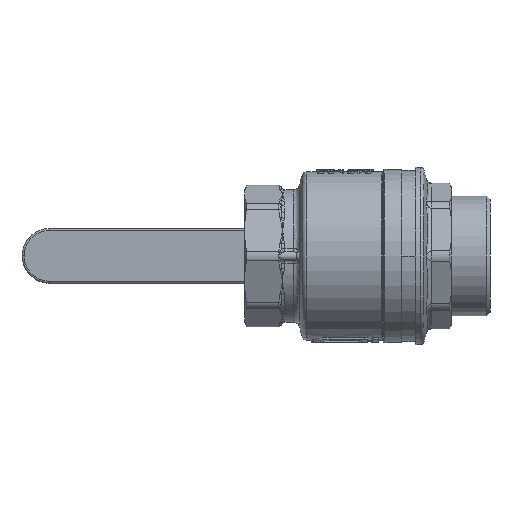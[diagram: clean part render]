
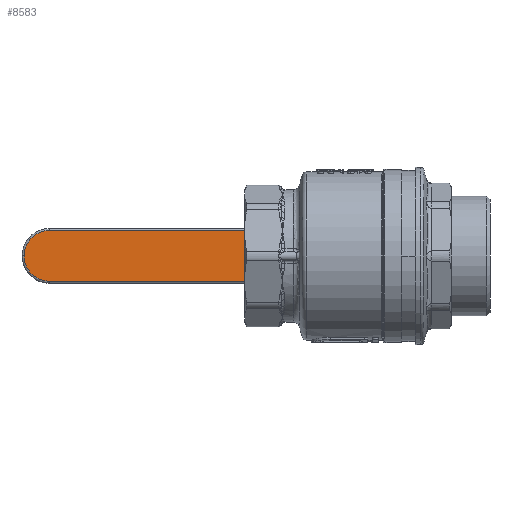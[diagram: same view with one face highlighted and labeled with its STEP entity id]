
A CAD part, front view. The second image highlights one B-rep face of the part: STEP entity #8583.
In plain terms, the highlighted planar face has unit normal (0, -1, 0).
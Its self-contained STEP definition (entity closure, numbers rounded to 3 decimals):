
#63 = CARTESIAN_POINT ( 'NONE',  ( -37.071, 76.81, 12.55 ) ) ;
#64 = DIRECTION ( 'NONE',  ( -1., 0., 0. ) ) ;
#4545 = EDGE_LOOP ( 'NONE', ( #7915, #7917, #7914, #7916, #7918 ) ) ;
#6489 = VERTEX_POINT ( 'NONE', #22024 ) ;
#6490 = VERTEX_POINT ( 'NONE', #22025 ) ;
#6491 = VERTEX_POINT ( 'NONE', #22026 ) ;
#6492 = VERTEX_POINT ( 'NONE', #22027 ) ;
#6501 = VERTEX_POINT ( 'NONE', #22036 ) ;
#7914 = ORIENTED_EDGE ( 'NONE', *, *, #24275, .T. ) ;
#7915 = ORIENTED_EDGE ( 'NONE', *, *, #24339, .T. ) ;
#7916 = ORIENTED_EDGE ( 'NONE', *, *, #24281, .T. ) ;
#7917 = ORIENTED_EDGE ( 'NONE', *, *, #24378, .T. ) ;
#7918 = ORIENTED_EDGE ( 'NONE', *, *, #24345, .T. ) ;
#8583 = ADVANCED_FACE ( 'NONE', ( #18616 ), #22811, .F. ) ;
#16526 = AXIS2_PLACEMENT_3D ( 'NONE', #22812, #22813, #22814 ) ;
#18616 = FACE_OUTER_BOUND ( 'NONE', #4545, .T. ) ;
#22024 = CARTESIAN_POINT ( 'NONE',  ( -151.5, 76.81, 12.55 ) ) ;
#22025 = CARTESIAN_POINT ( 'NONE',  ( -164., 76.81, 0.05 ) ) ;
#22026 = CARTESIAN_POINT ( 'NONE',  ( -151.5, 76.81, -12.45 ) ) ;
#22027 = CARTESIAN_POINT ( 'NONE',  ( -37.278, 76.81, -12.45 ) ) ;
#22036 = CARTESIAN_POINT ( 'NONE',  ( -37.278, 76.81, 12.55 ) ) ;
#22811 = PLANE ( 'NONE',  #16526 ) ;
#22812 = CARTESIAN_POINT ( 'NONE',  ( -37.071, 76.81, -13.45 ) ) ;
#22813 = DIRECTION ( 'NONE',  ( 0., 1., 0. ) ) ;
#22814 = DIRECTION ( 'NONE',  ( 1., 0., 0. ) ) ;
#24275 = EDGE_CURVE ( 'NONE', #6489, #6490, #28290, .T. ) ;
#24281 = EDGE_CURVE ( 'NONE', #6490, #6491, #28300, .T. ) ;
#24339 = EDGE_CURVE ( 'NONE', #6492, #6501, #28682, .T. ) ;
#24345 = EDGE_CURVE ( 'NONE', #6491, #6492, #28688, .T. ) ;
#24378 = EDGE_CURVE ( 'NONE', #6501, #6489, #28727, .T. ) ;
#27040 = CARTESIAN_POINT ( 'NONE',  ( -151.5, 76.81, 0.05 ) ) ;
#27041 = DIRECTION ( 'NONE',  ( 0., -1., 0. ) ) ;
#27042 = DIRECTION ( 'NONE',  ( 1., 0., 0. ) ) ;
#27107 = CARTESIAN_POINT ( 'NONE',  ( -151.5, 76.81, 0.05 ) ) ;
#27108 = DIRECTION ( 'NONE',  ( 0., -1., 0. ) ) ;
#27109 = DIRECTION ( 'NONE',  ( 1., 0., 0. ) ) ;
#27877 = CARTESIAN_POINT ( 'NONE',  ( -37.278, 76.81, 13.55 ) ) ;
#27878 = DIRECTION ( 'NONE',  ( 0., 0., 1. ) ) ;
#27902 = CARTESIAN_POINT ( 'NONE',  ( -37.278, 76.81, -12.45 ) ) ;
#27903 = DIRECTION ( 'NONE',  ( 1., 0., 0. ) ) ;
#28290 = CIRCLE ( 'NONE', #28295, 12.5 ) ;
#28295 = AXIS2_PLACEMENT_3D ( 'NONE', #27040, #27041, #27042 ) ;
#28300 = CIRCLE ( 'NONE', #28304, 12.5 ) ;
#28304 = AXIS2_PLACEMENT_3D ( 'NONE', #27107, #27108, #27109 ) ;
#28355 = VECTOR ( 'NONE', #27878, 1000. ) ;
#28362 = VECTOR ( 'NONE', #27903, 1000. ) ;
#28392 = VECTOR ( 'NONE', #64, 1000. ) ;
#28682 = LINE ( 'NONE', #27877, #28355 ) ;
#28688 = LINE ( 'NONE', #27902, #28362 ) ;
#28727 = LINE ( 'NONE', #63, #28392 ) ;
